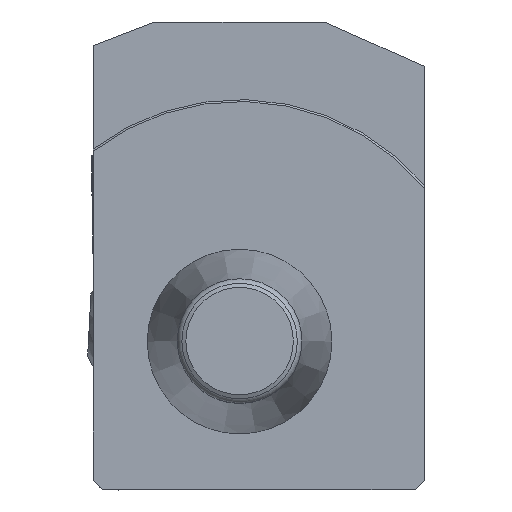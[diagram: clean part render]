
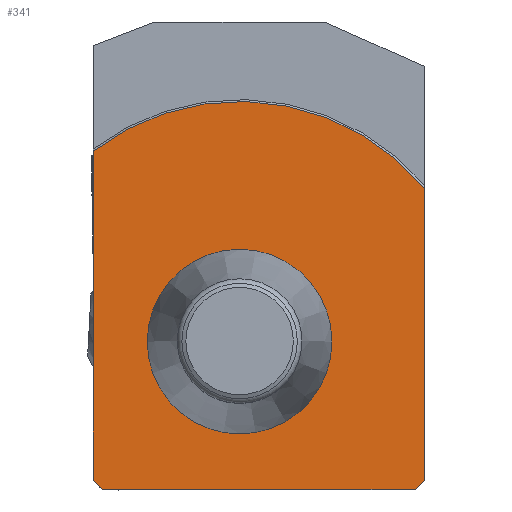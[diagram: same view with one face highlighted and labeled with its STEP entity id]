
A CAD part, top view. The second image highlights one B-rep face of the part: STEP entity #341.
In plain terms, the highlighted planar face has unit normal (0, 0, 1).
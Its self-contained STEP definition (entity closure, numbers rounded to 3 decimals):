
#130=FACE_BOUND('',#723,.T.);
#131=FACE_BOUND('',#724,.T.);
#179=CIRCLE('',#3102,13.);
#180=CIRCLE('',#3118,5.);
#341=ADVANCED_FACE('AL3_SU1',(#130,#131),#501,.T.);
#501=PLANE('',#3119);
#723=EDGE_LOOP('',(#1589));
#724=EDGE_LOOP('',(#1590,#1591,#1592,#1593,#1594,#1595));
#957=LINE('',#4354,#1209);
#966=LINE('',#4379,#1218);
#979=LINE('',#4411,#1231);
#995=LINE('',#4449,#1247);
#996=LINE('',#4451,#1248);
#1209=VECTOR('',#3419,1.);
#1218=VECTOR('',#3434,1.);
#1231=VECTOR('',#3457,1.);
#1247=VECTOR('',#3503,1.);
#1248=VECTOR('',#3506,1.);
#1589=ORIENTED_EDGE('',*,*,#2640,.T.);
#1590=ORIENTED_EDGE('',*,*,#2604,.T.);
#1591=ORIENTED_EDGE('',*,*,#2638,.T.);
#1592=ORIENTED_EDGE('',*,*,#2619,.F.);
#1593=ORIENTED_EDGE('',*,*,#2639,.T.);
#1594=ORIENTED_EDGE('',*,*,#2593,.F.);
#1595=ORIENTED_EDGE('',*,*,#2624,.T.);
#2312=VERTEX_POINT('',#4355);
#2313=VERTEX_POINT('',#4356);
#2320=VERTEX_POINT('',#4378);
#2321=VERTEX_POINT('',#4380);
#2331=VERTEX_POINT('',#4412);
#2332=VERTEX_POINT('',#4413);
#2338=VERTEX_POINT('',#4454);
#2593=EDGE_CURVE('',#2312,#2313,#957,.T.);
#2604=EDGE_CURVE('',#2321,#2320,#966,.T.);
#2619=EDGE_CURVE('',#2331,#2332,#979,.T.);
#2624=EDGE_CURVE('',#2312,#2321,#179,.T.);
#2638=EDGE_CURVE('',#2320,#2332,#995,.T.);
#2639=EDGE_CURVE('',#2331,#2313,#996,.T.);
#2640=EDGE_CURVE('',#2338,#2338,#180,.T.);
#3102=AXIS2_PLACEMENT_3D('',#4420,#3464,#3465);
#3118=AXIS2_PLACEMENT_3D('',#4453,#3509,#3510);
#3119=AXIS2_PLACEMENT_3D('',#4455,#3511,#3512);
#3419=DIRECTION('',(0.,-1.,0.));
#3434=DIRECTION('',(0.,-1.,0.));
#3457=DIRECTION('',(-1.,0.,0.));
#3464=DIRECTION('',(0.,0.,1.));
#3465=DIRECTION('',(-1.,0.,0.));
#3503=DIRECTION('',(0.707,-0.707,0.));
#3506=DIRECTION('',(0.707,0.707,0.));
#3509=DIRECTION('',(0.,0.,-1.));
#3510=DIRECTION('',(-1.,0.,0.));
#3511=DIRECTION('',(0.,0.,1.));
#3512=DIRECTION('',(1.,0.,0.));
#4354=CARTESIAN_POINT('',(10.,20.,0.));
#4355=CARTESIAN_POINT('',(10.,8.307,0.));
#4356=CARTESIAN_POINT('',(10.,-7.5,0.));
#4378=CARTESIAN_POINT('',(-7.925,-7.5,0.));
#4379=CARTESIAN_POINT('',(-7.925,0.,0.));
#4380=CARTESIAN_POINT('',(-7.925,10.305,0.));
#4411=CARTESIAN_POINT('',(10.,-8.,0.));
#4412=CARTESIAN_POINT('',(9.5,-8.,0.));
#4413=CARTESIAN_POINT('',(-7.425,-8.,0.));
#4420=CARTESIAN_POINT('',(0.,0.,0.));
#4449=CARTESIAN_POINT('',(-7.425,-8.,0.));
#4451=CARTESIAN_POINT('',(9.5,-8.,0.));
#4453=CARTESIAN_POINT('',(0.,0.,0.));
#4454=CARTESIAN_POINT('',(-5.,0.,0.));
#4455=CARTESIAN_POINT('',(1.038,2.5,0.));
